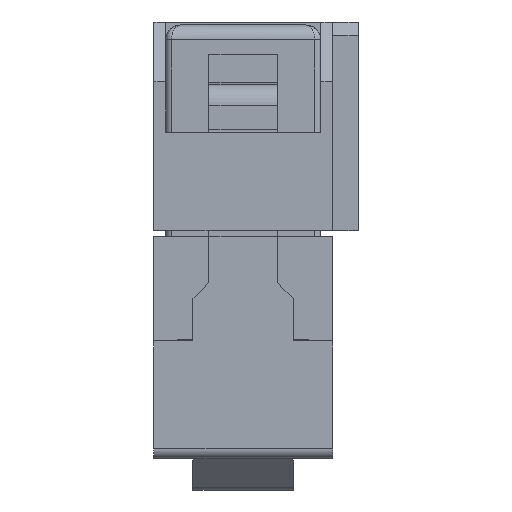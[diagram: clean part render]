
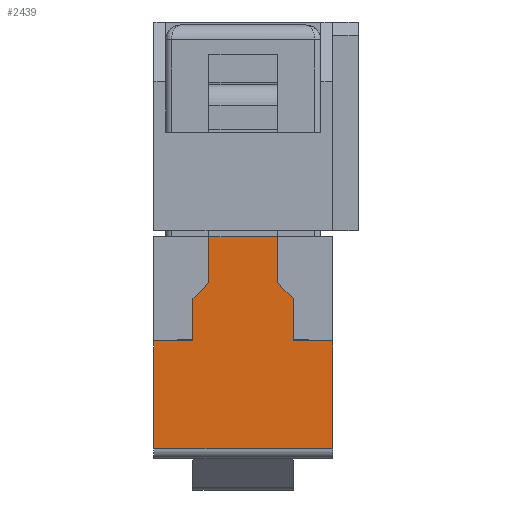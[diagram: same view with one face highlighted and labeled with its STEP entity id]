
A CAD part, left-side view. The second image highlights one B-rep face of the part: STEP entity #2439.
In plain terms, the highlighted planar face has unit normal (-1, 0, 0).
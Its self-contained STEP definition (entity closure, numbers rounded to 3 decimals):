
#2439 = ADVANCED_FACE( '', ( #5343 ), #5344, .T. );
#5343 = FACE_OUTER_BOUND( '', #9197, .T. );
#5344 = PLANE( '', #9198 );
#9197 = EDGE_LOOP( '', ( #15283, #15284, #15285, #15286, #15287, #15288, #15289, #15290, #15291, #15292, #15293, #15294 ) );
#9198 = AXIS2_PLACEMENT_3D( '', #15295, #15296, #15297 );
#15283 = ORIENTED_EDGE( '', *, *, #24927, .T. );
#15284 = ORIENTED_EDGE( '', *, *, #24928, .T. );
#15285 = ORIENTED_EDGE( '', *, *, #24929, .T. );
#15286 = ORIENTED_EDGE( '', *, *, #24930, .T. );
#15287 = ORIENTED_EDGE( '', *, *, #24931, .T. );
#15288 = ORIENTED_EDGE( '', *, *, #24932, .F. );
#15289 = ORIENTED_EDGE( '', *, *, #24641, .T. );
#15290 = ORIENTED_EDGE( '', *, *, #24933, .T. );
#15291 = ORIENTED_EDGE( '', *, *, #24934, .T. );
#15292 = ORIENTED_EDGE( '', *, *, #23471, .T. );
#15293 = ORIENTED_EDGE( '', *, *, #23279, .T. );
#15294 = ORIENTED_EDGE( '', *, *, #24935, .F. );
#15295 = CARTESIAN_POINT( '', ( -27.74, -3., 0. ) );
#15296 = DIRECTION( '', ( -1., 0., 0. ) );
#15297 = DIRECTION( '', ( 0., 0., 1. ) );
#23279 = EDGE_CURVE( '', #28010, #28008, #28011, .T. );
#23471 = EDGE_CURVE( '', #28350, #28010, #28351, .F. );
#24641 = EDGE_CURVE( '', #30262, #30260, #30263, .T. );
#24927 = EDGE_CURVE( '', #30707, #30708, #30709, .T. );
#24928 = EDGE_CURVE( '', #30708, #30710, #30711, .F. );
#24929 = EDGE_CURVE( '', #30710, #30712, #30713, .T. );
#24930 = EDGE_CURVE( '', #30712, #30714, #30715, .T. );
#24931 = EDGE_CURVE( '', #30714, #30716, #30717, .T. );
#24932 = EDGE_CURVE( '', #30262, #30716, #30718, .T. );
#24933 = EDGE_CURVE( '', #30260, #30719, #30720, .T. );
#24934 = EDGE_CURVE( '', #30719, #28350, #30721, .T. );
#24935 = EDGE_CURVE( '', #30707, #28008, #30722, .T. );
#28008 = VERTEX_POINT( '', #34781 );
#28010 = VERTEX_POINT( '', #34784 );
#28011 = LINE( '', #34785, #34786 );
#28350 = VERTEX_POINT( '', #35269 );
#28351 = LINE( '', #35270, #35271 );
#30260 = VERTEX_POINT( '', #38090 );
#30262 = VERTEX_POINT( '', #38093 );
#30263 = LINE( '', #38094, #38095 );
#30707 = VERTEX_POINT( '', #38742 );
#30708 = VERTEX_POINT( '', #38743 );
#30709 = LINE( '', #38744, #38745 );
#30710 = VERTEX_POINT( '', #38746 );
#30711 = LINE( '', #38747, #38748 );
#30712 = VERTEX_POINT( '', #38749 );
#30713 = LINE( '', #38750, #38751 );
#30714 = VERTEX_POINT( '', #38752 );
#30715 = LINE( '', #38753, #38754 );
#30716 = VERTEX_POINT( '', #38755 );
#30717 = LINE( '', #38756, #38757 );
#30718 = LINE( '', #38758, #38759 );
#30719 = VERTEX_POINT( '', #38760 );
#30720 = LINE( '', #38761, #38762 );
#30721 = LINE( '', #38763, #38764 );
#30722 = LINE( '', #38765, #38766 );
#34781 = CARTESIAN_POINT( '', ( -27.74, -1.15, 7.05 ) );
#34784 = CARTESIAN_POINT( '', ( -27.74, -1.15, 5.5 ) );
#34785 = CARTESIAN_POINT( '', ( -27.74, -1.15, 5.5 ) );
#34786 = VECTOR( '', #43706, 1000. );
#35269 = CARTESIAN_POINT( '', ( -27.74, -1.685, 4.965 ) );
#35270 = CARTESIAN_POINT( '', ( -27.74, -4.825, 1.825 ) );
#35271 = VECTOR( '', #43894, 1000. );
#38090 = CARTESIAN_POINT( '', ( -27.74, -3., 3.55 ) );
#38093 = CARTESIAN_POINT( '', ( -27.74, -3., -0.07 ) );
#38094 = CARTESIAN_POINT( '', ( -27.74, -3., 0. ) );
#38095 = VECTOR( '', #44974, 1000. );
#38742 = CARTESIAN_POINT( '', ( -27.74, 1.15, 7.05 ) );
#38743 = CARTESIAN_POINT( '', ( -27.74, 1.15, 5.5 ) );
#38744 = CARTESIAN_POINT( '', ( -27.74, 1.15, 6.95 ) );
#38745 = VECTOR( '', #45232, 1000. );
#38746 = CARTESIAN_POINT( '', ( -27.74, 1.685, 4.965 ) );
#38747 = CARTESIAN_POINT( '', ( -27.74, 1.825, 4.825 ) );
#38748 = VECTOR( '', #45233, 1000. );
#38749 = CARTESIAN_POINT( '', ( -27.74, 1.685, 3.55 ) );
#38750 = CARTESIAN_POINT( '', ( -27.74, 1.685, 5.5 ) );
#38751 = VECTOR( '', #45234, 1000. );
#38752 = CARTESIAN_POINT( '', ( -27.74, 3., 3.55 ) );
#38753 = CARTESIAN_POINT( '', ( -27.74, -3., 3.55 ) );
#38754 = VECTOR( '', #45235, 1000. );
#38755 = CARTESIAN_POINT( '', ( -27.74, 3., -0.07 ) );
#38756 = CARTESIAN_POINT( '', ( -27.74, 3., 3.55 ) );
#38757 = VECTOR( '', #45236, 1000. );
#38758 = CARTESIAN_POINT( '', ( -27.74, -3., -0.07 ) );
#38759 = VECTOR( '', #45237, 1000. );
#38760 = CARTESIAN_POINT( '', ( -27.74, -1.685, 3.55 ) );
#38761 = CARTESIAN_POINT( '', ( -27.74, -3., 3.55 ) );
#38762 = VECTOR( '', #45238, 1000. );
#38763 = CARTESIAN_POINT( '', ( -27.74, -1.685, 3.55 ) );
#38764 = VECTOR( '', #45239, 1000. );
#38765 = CARTESIAN_POINT( '', ( -27.74, 1.15, 7.05 ) );
#38766 = VECTOR( '', #45240, 1000. );
#43706 = DIRECTION( '', ( 0., 0., 1. ) );
#43894 = DIRECTION( '', ( 0., -0.707, -0.707 ) );
#44974 = DIRECTION( '', ( 0., 0., 1. ) );
#45232 = DIRECTION( '', ( 0., 0., -1. ) );
#45233 = DIRECTION( '', ( 0., -0.707, 0.707 ) );
#45234 = DIRECTION( '', ( 0., 0., -1. ) );
#45235 = DIRECTION( '', ( 0., 1., 0. ) );
#45236 = DIRECTION( '', ( 0., 0., -1. ) );
#45237 = DIRECTION( '', ( 0., 1., 0. ) );
#45238 = DIRECTION( '', ( 0., 1., 0. ) );
#45239 = DIRECTION( '', ( 0., 0., 1. ) );
#45240 = DIRECTION( '', ( 0., -1., 0. ) );
